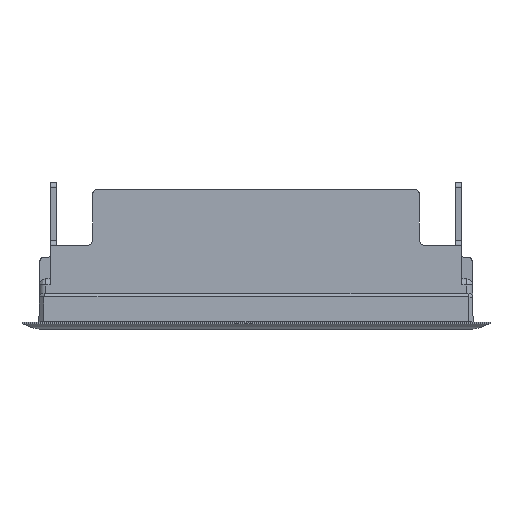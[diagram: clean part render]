
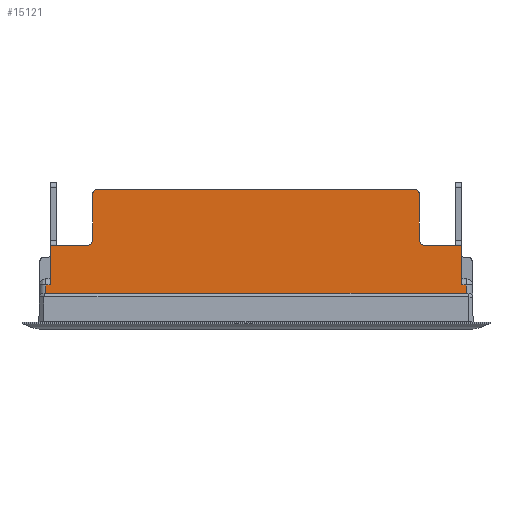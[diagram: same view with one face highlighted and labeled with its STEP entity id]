
A CAD part, front view. The second image highlights one B-rep face of the part: STEP entity #15121.
In plain terms, the highlighted planar face has unit normal (0, -1, 0).
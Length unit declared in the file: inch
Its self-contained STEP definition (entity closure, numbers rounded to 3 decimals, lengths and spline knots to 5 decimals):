
#374 = ORIENTED_EDGE ( 'NONE', *, *, #8438, .T. ) ;
#583 = DIRECTION ( 'NONE',  ( 0., 0., -1. ) ) ;
#604 = AXIS2_PLACEMENT_3D ( 'NONE', #3269, #14657, #4904 ) ;
#697 = CIRCLE ( 'NONE', #604, 0.07874 ) ;
#749 = EDGE_LOOP ( 'NONE', ( #11452, #3680, #8888, #7523, #18106, #374, #7484, #14531, #16780, #6311, #6457, #5048, #3341, #8950, #5304, #12951 ) ) ;
#915 = DIRECTION ( 'NONE',  ( 0.017, 0., 1. ) ) ;
#1256 = CARTESIAN_POINT ( 'NONE',  ( 3.43422, -1.60433, 0.72835 ) ) ;
#1291 = VERTEX_POINT ( 'NONE', #8226 ) ;
#1328 = FACE_OUTER_BOUND ( 'NONE', #749, .T. ) ;
#1657 = CARTESIAN_POINT ( 'NONE',  ( -2.74606, -1.60433, 1.45669 ) ) ;
#1939 = CARTESIAN_POINT ( 'NONE',  ( -3.43662, -1.60433, 0.59055 ) ) ;
#2051 = CARTESIAN_POINT ( 'NONE',  ( -3.10039, -1.60433, 0.72835 ) ) ;
#2148 = CARTESIAN_POINT ( 'NONE',  ( -2.66732, -1.60433, 8.98966 ) ) ;
#2511 = CARTESIAN_POINT ( 'NONE',  ( -3.43662, -1.60433, 0.59055 ) ) ;
#2614 = VERTEX_POINT ( 'NONE', #16210 ) ;
#2693 = LINE ( 'NONE', #4167, #19510 ) ;
#2759 = CARTESIAN_POINT ( 'NONE',  ( 3.3563, -1.60433, 0.72835 ) ) ;
#2896 = VECTOR ( 'NONE', #583, 39.37008 ) ;
#2922 = VERTEX_POINT ( 'NONE', #2759 ) ;
#2951 = VECTOR ( 'NONE', #13435, 39.37008 ) ;
#3269 = CARTESIAN_POINT ( 'NONE',  ( 2.58858, -1.60433, 2.20472 ) ) ;
#3285 = DIRECTION ( 'NONE',  ( 0., 0., 1. ) ) ;
#3328 = CARTESIAN_POINT ( 'NONE',  ( -3.10039, -1.60433, 0.59055 ) ) ;
#3341 = ORIENTED_EDGE ( 'NONE', *, *, #8406, .T. ) ;
#3345 = EDGE_CURVE ( 'NONE', #14417, #17883, #16277, .T. ) ;
#3680 = ORIENTED_EDGE ( 'NONE', *, *, #3345, .F. ) ;
#3714 = VECTOR ( 'NONE', #14715, 39.37008 ) ;
#3764 = VERTEX_POINT ( 'NONE', #15393 ) ;
#3776 = LINE ( 'NONE', #2148, #16271 ) ;
#4167 = CARTESIAN_POINT ( 'NONE',  ( 3.3563, -1.60433, 1.37795 ) ) ;
#4236 = DIRECTION ( 'NONE',  ( 0., 0., 1. ) ) ;
#4281 = CARTESIAN_POINT ( 'NONE',  ( -3.3563, -1.60433, 1.37795 ) ) ;
#4349 = VERTEX_POINT ( 'NONE', #16814 ) ;
#4409 = CARTESIAN_POINT ( 'NONE',  ( -3.10039, -1.60433, 8.98966 ) ) ;
#4557 = EDGE_CURVE ( 'NONE', #4689, #4349, #16116, .T. ) ;
#4689 = VERTEX_POINT ( 'NONE', #14393 ) ;
#4780 = VERTEX_POINT ( 'NONE', #18703 ) ;
#4852 = EDGE_CURVE ( 'NONE', #13545, #4349, #19935, .T. ) ;
#4904 = DIRECTION ( 'NONE',  ( 0., 0., -1. ) ) ;
#5048 = ORIENTED_EDGE ( 'NONE', *, *, #15435, .F. ) ;
#5106 = EDGE_CURVE ( 'NONE', #3764, #13643, #18635, .T. ) ;
#5304 = ORIENTED_EDGE ( 'NONE', *, *, #19638, .F. ) ;
#5485 = CARTESIAN_POINT ( 'NONE',  ( -2.66732, -1.60433, 1.45669 ) ) ;
#5836 = AXIS2_PLACEMENT_3D ( 'NONE', #18656, #8873, #20296 ) ;
#6005 = DIRECTION ( 'NONE',  ( -1., 0., 0. ) ) ;
#6311 = ORIENTED_EDGE ( 'NONE', *, *, #15329, .F. ) ;
#6376 = VECTOR ( 'NONE', #12229, 39.37008 ) ;
#6457 = ORIENTED_EDGE ( 'NONE', *, *, #12705, .F. ) ;
#6535 = VERTEX_POINT ( 'NONE', #5485 ) ;
#7070 = CARTESIAN_POINT ( 'NONE',  ( 2.58858, -1.60433, 2.28346 ) ) ;
#7252 = EDGE_CURVE ( 'NONE', #11456, #13545, #18634, .T. ) ;
#7322 = CARTESIAN_POINT ( 'NONE',  ( -3.8189, -1.60433, 0.72835 ) ) ;
#7369 = VERTEX_POINT ( 'NONE', #1256 ) ;
#7416 = DIRECTION ( 'NONE',  ( 0., -1., 0. ) ) ;
#7484 = ORIENTED_EDGE ( 'NONE', *, *, #4557, .T. ) ;
#7500 = CIRCLE ( 'NONE', #8239, 0.07874 ) ;
#7523 = ORIENTED_EDGE ( 'NONE', *, *, #20171, .F. ) ;
#7549 = CARTESIAN_POINT ( 'NONE',  ( -3.43422, -1.60433, 0.72835 ) ) ;
#7572 = VECTOR ( 'NONE', #20499, 39.37008 ) ;
#8226 = CARTESIAN_POINT ( 'NONE',  ( 2.66732, -1.60433, 2.20472 ) ) ;
#8239 = AXIS2_PLACEMENT_3D ( 'NONE', #1657, #13025, #3285 ) ;
#8406 = EDGE_CURVE ( 'NONE', #2922, #3764, #2693, .T. ) ;
#8438 = EDGE_CURVE ( 'NONE', #15846, #4689, #20043, .T. ) ;
#8522 = CARTESIAN_POINT ( 'NONE',  ( 3.43422, -1.60433, 0.72835 ) ) ;
#8873 = DIRECTION ( 'NONE',  ( 0., 1., 0. ) ) ;
#8888 = ORIENTED_EDGE ( 'NONE', *, *, #13393, .F. ) ;
#8950 = ORIENTED_EDGE ( 'NONE', *, *, #5106, .T. ) ;
#9737 = CARTESIAN_POINT ( 'NONE',  ( -3.3563, -1.60433, 1.37795 ) ) ;
#10290 = CARTESIAN_POINT ( 'NONE',  ( 2.66732, -1.60433, 8.98966 ) ) ;
#10536 = CARTESIAN_POINT ( 'NONE',  ( 2.74606, -1.60433, 1.37795 ) ) ;
#10777 = VERTEX_POINT ( 'NONE', #19841 ) ;
#11325 = VECTOR ( 'NONE', #11332, 39.37008 ) ;
#11332 = DIRECTION ( 'NONE',  ( -1., 0., 0. ) ) ;
#11346 = EDGE_CURVE ( 'NONE', #15846, #6535, #7500, .T. ) ;
#11452 = ORIENTED_EDGE ( 'NONE', *, *, #13888, .F. ) ;
#11456 = VERTEX_POINT ( 'NONE', #1939 ) ;
#11592 = LINE ( 'NONE', #2051, #2951 ) ;
#11681 = CIRCLE ( 'NONE', #16725, 0.07874 ) ;
#12048 = EDGE_CURVE ( 'NONE', #1291, #2614, #15378, .T. ) ;
#12229 = DIRECTION ( 'NONE',  ( 1., 0., 0. ) ) ;
#12343 = LINE ( 'NONE', #3328, #3714 ) ;
#12705 = EDGE_CURVE ( 'NONE', #7369, #4780, #18096, .T. ) ;
#12951 = ORIENTED_EDGE ( 'NONE', *, *, #12048, .F. ) ;
#13025 = DIRECTION ( 'NONE',  ( 0., -1., 0. ) ) ;
#13228 = VECTOR ( 'NONE', #13460, 39.37008 ) ;
#13393 = EDGE_CURVE ( 'NONE', #10777, #14417, #20123, .T. ) ;
#13435 = DIRECTION ( 'NONE',  ( 1., 0., 0. ) ) ;
#13460 = DIRECTION ( 'NONE',  ( 0.017, 0., -1. ) ) ;
#13542 = DIRECTION ( 'NONE',  ( 0., 0., 1. ) ) ;
#13545 = VERTEX_POINT ( 'NONE', #7549 ) ;
#13643 = VERTEX_POINT ( 'NONE', #10536 ) ;
#13793 = VECTOR ( 'NONE', #915, 39.37008 ) ;
#13888 = EDGE_CURVE ( 'NONE', #17883, #1291, #697, .T. ) ;
#14049 = DIRECTION ( 'NONE',  ( 0., 0., -1. ) ) ;
#14283 = VECTOR ( 'NONE', #17906, 39.37008 ) ;
#14393 = CARTESIAN_POINT ( 'NONE',  ( -3.3563, -1.60433, 1.37795 ) ) ;
#14417 = VERTEX_POINT ( 'NONE', #19133 ) ;
#14531 = ORIENTED_EDGE ( 'NONE', *, *, #4852, .F. ) ;
#14657 = DIRECTION ( 'NONE',  ( 0., 1., 0. ) ) ;
#14715 = DIRECTION ( 'NONE',  ( -1., 0., 0. ) ) ;
#15121 = ADVANCED_FACE ( 'NONE', ( #1328 ), #17378, .F. ) ;
#15329 = EDGE_CURVE ( 'NONE', #4780, #11456, #12343, .T. ) ;
#15378 = LINE ( 'NONE', #10290, #2896 ) ;
#15393 = CARTESIAN_POINT ( 'NONE',  ( 3.3563, -1.60433, 1.37795 ) ) ;
#15435 = EDGE_CURVE ( 'NONE', #2922, #7369, #11592, .T. ) ;
#15606 = VECTOR ( 'NONE', #14049, 39.37008 ) ;
#15803 = DIRECTION ( 'NONE',  ( 0., 1., 0. ) ) ;
#15846 = VERTEX_POINT ( 'NONE', #19612 ) ;
#16116 = LINE ( 'NONE', #4281, #15606 ) ;
#16210 = CARTESIAN_POINT ( 'NONE',  ( 2.66732, -1.60433, 1.45669 ) ) ;
#16239 = CARTESIAN_POINT ( 'NONE',  ( -3.3563, -1.60433, 1.37795 ) ) ;
#16271 = VECTOR ( 'NONE', #13542, 39.37008 ) ;
#16277 = LINE ( 'NONE', #18855, #7572 ) ;
#16725 = AXIS2_PLACEMENT_3D ( 'NONE', #17205, #7416, #18861 ) ;
#16780 = ORIENTED_EDGE ( 'NONE', *, *, #7252, .F. ) ;
#16814 = CARTESIAN_POINT ( 'NONE',  ( -3.3563, -1.60433, 0.72835 ) ) ;
#17205 = CARTESIAN_POINT ( 'NONE',  ( 2.74606, -1.60433, 1.45669 ) ) ;
#17378 = PLANE ( 'NONE',  #18222 ) ;
#17883 = VERTEX_POINT ( 'NONE', #7070 ) ;
#17906 = DIRECTION ( 'NONE',  ( -1., 0., 0. ) ) ;
#18096 = LINE ( 'NONE', #8522, #13228 ) ;
#18106 = ORIENTED_EDGE ( 'NONE', *, *, #11346, .F. ) ;
#18222 = AXIS2_PLACEMENT_3D ( 'NONE', #4409, #15803, #6005 ) ;
#18634 = LINE ( 'NONE', #2511, #13793 ) ;
#18635 = LINE ( 'NONE', #16239, #14283 ) ;
#18656 = CARTESIAN_POINT ( 'NONE',  ( -2.58858, -1.60433, 2.20472 ) ) ;
#18703 = CARTESIAN_POINT ( 'NONE',  ( 3.43662, -1.60433, 0.59055 ) ) ;
#18855 = CARTESIAN_POINT ( 'NONE',  ( -3.10039, -1.60433, 2.28346 ) ) ;
#18861 = DIRECTION ( 'NONE',  ( 0., 0., -1. ) ) ;
#19133 = CARTESIAN_POINT ( 'NONE',  ( -2.58858, -1.60433, 2.28346 ) ) ;
#19510 = VECTOR ( 'NONE', #4236, 39.37008 ) ;
#19612 = CARTESIAN_POINT ( 'NONE',  ( -2.74606, -1.60433, 1.37795 ) ) ;
#19638 = EDGE_CURVE ( 'NONE', #2614, #13643, #11681, .T. ) ;
#19841 = CARTESIAN_POINT ( 'NONE',  ( -2.66732, -1.60433, 2.20472 ) ) ;
#19935 = LINE ( 'NONE', #7322, #6376 ) ;
#20043 = LINE ( 'NONE', #9737, #11325 ) ;
#20123 = CIRCLE ( 'NONE', #5836, 0.07874 ) ;
#20171 = EDGE_CURVE ( 'NONE', #6535, #10777, #3776, .T. ) ;
#20296 = DIRECTION ( 'NONE',  ( 0., 0., 1. ) ) ;
#20499 = DIRECTION ( 'NONE',  ( 1., 0., 0. ) ) ;
